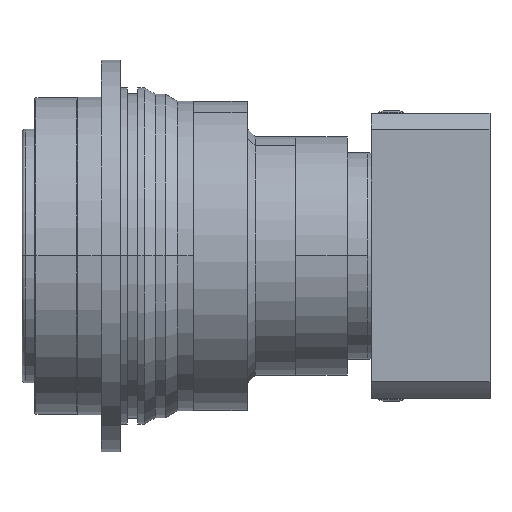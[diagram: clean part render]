
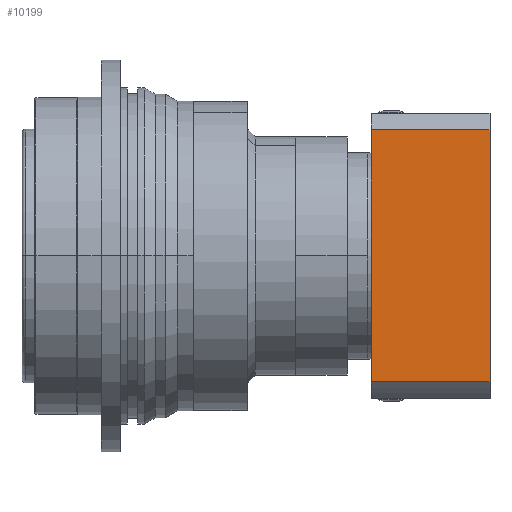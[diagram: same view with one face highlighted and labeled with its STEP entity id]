
A CAD part, top view. The second image highlights one B-rep face of the part: STEP entity #10199.
In plain terms, the highlighted planar face has unit normal (0, 0, 1).
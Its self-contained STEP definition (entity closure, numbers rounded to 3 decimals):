
#205 = CARTESIAN_POINT ( 'NONE',  ( 187., -79.373, 90. ) ) ;
#518 = CARTESIAN_POINT ( 'NONE',  ( 187., 79.373, 90. ) ) ;
#818 = VERTEX_POINT ( 'NONE', #11170 ) ;
#834 = EDGE_CURVE ( 'NONE', #6554, #818, #1300, .T. ) ;
#1190 = CARTESIAN_POINT ( 'NONE',  ( 110., -87.617, 90. ) ) ;
#1293 = DIRECTION ( 'NONE',  ( 1., 0., 0. ) ) ;
#1300 = LINE ( 'NONE', #9895, #7491 ) ;
#1720 = LINE ( 'NONE', #13576, #8789 ) ;
#2623 = EDGE_CURVE ( 'NONE', #9764, #5492, #1720, .T. ) ;
#3630 = DIRECTION ( 'NONE',  ( 0., 1., 0. ) ) ;
#4505 = PLANE ( 'NONE',  #8721 ) ;
#5492 = VERTEX_POINT ( 'NONE', #8364 ) ;
#5743 = LINE ( 'NONE', #5815, #8544 ) ;
#5815 = CARTESIAN_POINT ( 'NONE',  ( 187., 79.373, 90. ) ) ;
#6401 = EDGE_CURVE ( 'NONE', #5492, #6554, #9723, .T. ) ;
#6554 = VERTEX_POINT ( 'NONE', #7820 ) ;
#7106 = VECTOR ( 'NONE', #8665, 1000. ) ;
#7158 = ORIENTED_EDGE ( 'NONE', *, *, #11817, .F. ) ;
#7491 = VECTOR ( 'NONE', #3630, 1000. ) ;
#7820 = CARTESIAN_POINT ( 'NONE',  ( 112., -79.373, 90. ) ) ;
#8364 = CARTESIAN_POINT ( 'NONE',  ( 187., -79.373, 90. ) ) ;
#8544 = VECTOR ( 'NONE', #1293, 1000. ) ;
#8585 = DIRECTION ( 'NONE',  ( 0., -1., 0. ) ) ;
#8665 = DIRECTION ( 'NONE',  ( -1., 0., 0. ) ) ;
#8721 = AXIS2_PLACEMENT_3D ( 'NONE', #1190, #10706, #8585 ) ;
#8789 = VECTOR ( 'NONE', #9182, 1000. ) ;
#9182 = DIRECTION ( 'NONE',  ( 0., -1., 0. ) ) ;
#9527 = ORIENTED_EDGE ( 'NONE', *, *, #2623, .F. ) ;
#9723 = LINE ( 'NONE', #205, #7106 ) ;
#9764 = VERTEX_POINT ( 'NONE', #518 ) ;
#9895 = CARTESIAN_POINT ( 'NONE',  ( 112., 0., 90. ) ) ;
#10199 = ADVANCED_FACE ( 'NONE', ( #11829 ), #4505, .F. ) ;
#10706 = DIRECTION ( 'NONE',  ( 0., 0., -1. ) ) ;
#11142 = ORIENTED_EDGE ( 'NONE', *, *, #6401, .F. ) ;
#11170 = CARTESIAN_POINT ( 'NONE',  ( 112., 79.373, 90. ) ) ;
#11817 = EDGE_CURVE ( 'NONE', #818, #9764, #5743, .T. ) ;
#11829 = FACE_OUTER_BOUND ( 'NONE', #11847, .T. ) ;
#11847 = EDGE_LOOP ( 'NONE', ( #13110, #11142, #9527, #7158 ) ) ;
#13110 = ORIENTED_EDGE ( 'NONE', *, *, #834, .F. ) ;
#13576 = CARTESIAN_POINT ( 'NONE',  ( 187., 0., 90. ) ) ;
